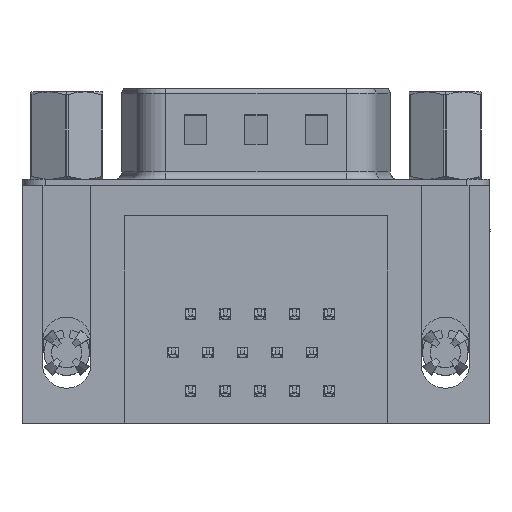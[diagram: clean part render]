
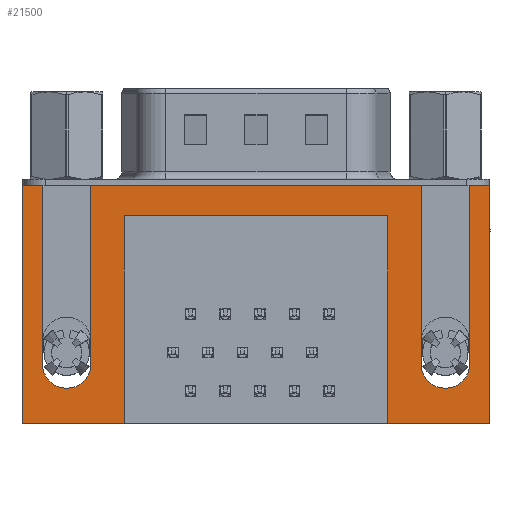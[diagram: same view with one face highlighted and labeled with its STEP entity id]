
A CAD part, front view. The second image highlights one B-rep face of the part: STEP entity #21500.
In plain terms, the highlighted planar face has unit normal (0, -1, 0).
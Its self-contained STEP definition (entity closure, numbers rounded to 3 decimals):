
#656 = VERTEX_POINT ( 'NONE', #20505 ) ;
#728 = DIRECTION ( 'NONE',  ( -1., 0., 0. ) ) ;
#1088 = CARTESIAN_POINT ( 'NONE',  ( 21.2, -6.275, -2. ) ) ;
#1316 = CARTESIAN_POINT ( 'NONE',  ( 1.6, -6.275, 0. ) ) ;
#1557 = CIRCLE ( 'NONE', #24731, 1.6 ) ;
#1625 = VECTOR ( 'NONE', #21514, 1000. ) ;
#2004 = ORIENTED_EDGE ( 'NONE', *, *, #16728, .F. ) ;
#2066 = CARTESIAN_POINT ( 'NONE',  ( 26.59, -6.275, 0. ) ) ;
#2126 = DIRECTION ( 'NONE',  ( -1., 0., 0. ) ) ;
#2206 = VECTOR ( 'NONE', #23313, 1000. ) ;
#2379 = CARTESIAN_POINT ( 'NONE',  ( -1.6, -6.275, 0. ) ) ;
#2416 = EDGE_LOOP ( 'NONE', ( #2004, #19551, #25085, #21760, #24719, #20206, #11141, #9636, #14298, #4617, #4091, #9295, #8148, #14335, #3086, #7639, #3063, #19686 ) ) ;
#2543 = VECTOR ( 'NONE', #16471, 1000. ) ;
#2597 = VECTOR ( 'NONE', #16849, 1000. ) ;
#2659 = EDGE_CURVE ( 'NONE', #2759, #8561, #19945, .T. ) ;
#2759 = VERTEX_POINT ( 'NONE', #7293 ) ;
#2789 = VERTEX_POINT ( 'NONE', #9425 ) ;
#2927 = CARTESIAN_POINT ( 'NONE',  ( -2.91, -6.275, -15.7 ) ) ;
#3063 = ORIENTED_EDGE ( 'NONE', *, *, #6914, .T. ) ;
#3086 = ORIENTED_EDGE ( 'NONE', *, *, #25927, .F. ) ;
#3169 = LINE ( 'NONE', #24537, #2543 ) ;
#3223 = LINE ( 'NONE', #14817, #2597 ) ;
#3447 = CARTESIAN_POINT ( 'NONE',  ( 0., -6.275, -11.78 ) ) ;
#4049 = VECTOR ( 'NONE', #6925, 1000. ) ;
#4091 = ORIENTED_EDGE ( 'NONE', *, *, #25167, .F. ) ;
#4349 = LINE ( 'NONE', #7821, #19229 ) ;
#4459 = CARTESIAN_POINT ( 'NONE',  ( 27.9, -6.275, 0. ) ) ;
#4617 = ORIENTED_EDGE ( 'NONE', *, *, #25932, .F. ) ;
#4628 = VERTEX_POINT ( 'NONE', #24943 ) ;
#5079 = CARTESIAN_POINT ( 'NONE',  ( 27.9, -6.275, -15.7 ) ) ;
#5158 = VERTEX_POINT ( 'NONE', #2379 ) ;
#5283 = CARTESIAN_POINT ( 'NONE',  ( 0., -6.275, -11.78 ) ) ;
#5463 = DIRECTION ( 'NONE',  ( 0., 0., -1. ) ) ;
#6604 = DIRECTION ( 'NONE',  ( 0., -1., 0. ) ) ;
#6743 = LINE ( 'NONE', #22051, #16279 ) ;
#6861 = AXIS2_PLACEMENT_3D ( 'NONE', #3447, #17579, #5463 ) ;
#6914 = EDGE_CURVE ( 'NONE', #22650, #8561, #6743, .T. ) ;
#6925 = DIRECTION ( 'NONE',  ( 1., 0., 0. ) ) ;
#7033 = EDGE_CURVE ( 'NONE', #25793, #2789, #25146, .T. ) ;
#7163 = CARTESIAN_POINT ( 'NONE',  ( 3.79, -6.275, -15.7 ) ) ;
#7293 = CARTESIAN_POINT ( 'NONE',  ( 26.59, -6.275, 0. ) ) ;
#7304 = AXIS2_PLACEMENT_3D ( 'NONE', #5283, #19476, #7316 ) ;
#7316 = DIRECTION ( 'NONE',  ( 0., 0., -1. ) ) ;
#7588 = VECTOR ( 'NONE', #728, 1000. ) ;
#7639 = ORIENTED_EDGE ( 'NONE', *, *, #11427, .F. ) ;
#7666 = CIRCLE ( 'NONE', #6861, 1.6 ) ;
#7821 = CARTESIAN_POINT ( 'NONE',  ( 23.39, -6.275, 0. ) ) ;
#7860 = DIRECTION ( 'NONE',  ( 0., 0., 1. ) ) ;
#8148 = ORIENTED_EDGE ( 'NONE', *, *, #10444, .F. ) ;
#8171 = CARTESIAN_POINT ( 'NONE',  ( 23.39, -6.275, 0. ) ) ;
#8238 = LINE ( 'NONE', #24995, #7588 ) ;
#8330 = DIRECTION ( 'NONE',  ( 0., 0., 1. ) ) ;
#8348 = CARTESIAN_POINT ( 'NONE',  ( 1.6, -6.275, -11.78 ) ) ;
#8532 = VERTEX_POINT ( 'NONE', #8348 ) ;
#8561 = VERTEX_POINT ( 'NONE', #4459 ) ;
#8708 = AXIS2_PLACEMENT_3D ( 'NONE', #18756, #6604, #20827 ) ;
#9102 = VERTEX_POINT ( 'NONE', #7163 ) ;
#9152 = VERTEX_POINT ( 'NONE', #19505 ) ;
#9266 = DIRECTION ( 'NONE',  ( 1., 0., 0. ) ) ;
#9295 = ORIENTED_EDGE ( 'NONE', *, *, #25617, .F. ) ;
#9414 = LINE ( 'NONE', #5079, #20215 ) ;
#9425 = CARTESIAN_POINT ( 'NONE',  ( 3.79, -6.275, -2. ) ) ;
#9621 = VECTOR ( 'NONE', #2126, 1000. ) ;
#9636 = ORIENTED_EDGE ( 'NONE', *, *, #24023, .F. ) ;
#9758 = VERTEX_POINT ( 'NONE', #2927 ) ;
#9981 = CARTESIAN_POINT ( 'NONE',  ( 24.99, -6.275, -11.78 ) ) ;
#9989 = EDGE_CURVE ( 'NONE', #24054, #9152, #24067, .T. ) ;
#10444 = EDGE_CURVE ( 'NONE', #2789, #9102, #17677, .T. ) ;
#11141 = ORIENTED_EDGE ( 'NONE', *, *, #19254, .F. ) ;
#11396 = EDGE_CURVE ( 'NONE', #20000, #22580, #24934, .T. ) ;
#11427 = EDGE_CURVE ( 'NONE', #22650, #22613, #9414, .T. ) ;
#11684 = EDGE_CURVE ( 'NONE', #22580, #24571, #4349, .T. ) ;
#11901 = CARTESIAN_POINT ( 'NONE',  ( 24.99, -6.275, -11.78 ) ) ;
#12010 = DIRECTION ( 'NONE',  ( 0., 0., 1. ) ) ;
#12181 = CARTESIAN_POINT ( 'NONE',  ( 3.79, -6.275, -2. ) ) ;
#12362 = LINE ( 'NONE', #1316, #22532 ) ;
#13263 = VECTOR ( 'NONE', #8330, 1000. ) ;
#13331 = CARTESIAN_POINT ( 'NONE',  ( -2.91, -6.275, -2.5 ) ) ;
#13399 = CARTESIAN_POINT ( 'NONE',  ( 0., -6.275, -13.38 ) ) ;
#13424 = DIRECTION ( 'NONE',  ( 0., 0., 1. ) ) ;
#13827 = DIRECTION ( 'NONE',  ( 0., 0., -1. ) ) ;
#13933 = DIRECTION ( 'NONE',  ( 0., 0., 1. ) ) ;
#13934 = CARTESIAN_POINT ( 'NONE',  ( 23.39, -6.275, -11.78 ) ) ;
#14160 = VECTOR ( 'NONE', #26235, 1000. ) ;
#14298 = ORIENTED_EDGE ( 'NONE', *, *, #24857, .F. ) ;
#14335 = ORIENTED_EDGE ( 'NONE', *, *, #7033, .F. ) ;
#14538 = VECTOR ( 'NONE', #9266, 1000. ) ;
#14606 = PLANE ( 'NONE',  #8708 ) ;
#14817 = CARTESIAN_POINT ( 'NONE',  ( -1.6, -6.275, 0. ) ) ;
#15176 = CARTESIAN_POINT ( 'NONE',  ( 3.79, -6.275, -2. ) ) ;
#15572 = EDGE_CURVE ( 'NONE', #24571, #24054, #1557, .T. ) ;
#16279 = VECTOR ( 'NONE', #7860, 1000. ) ;
#16471 = DIRECTION ( 'NONE',  ( 1., 0., 0. ) ) ;
#16728 = EDGE_CURVE ( 'NONE', #9152, #2759, #18912, .T. ) ;
#16849 = DIRECTION ( 'NONE',  ( 0., 0., -1. ) ) ;
#17201 = DIRECTION ( 'NONE',  ( -1., 0., 0. ) ) ;
#17579 = DIRECTION ( 'NONE',  ( 0., -1., 0. ) ) ;
#17677 = LINE ( 'NONE', #15176, #2206 ) ;
#18354 = CARTESIAN_POINT ( 'NONE',  ( 21.2, -6.275, -15.7 ) ) ;
#18404 = LINE ( 'NONE', #13331, #1625 ) ;
#18442 = CARTESIAN_POINT ( 'NONE',  ( 27.9, -6.275, -15.7 ) ) ;
#18756 = CARTESIAN_POINT ( 'NONE',  ( -2.91, -6.275, -2.5 ) ) ;
#18912 = LINE ( 'NONE', #2066, #14160 ) ;
#19123 = CIRCLE ( 'NONE', #7304, 1.6 ) ;
#19229 = VECTOR ( 'NONE', #13827, 1000. ) ;
#19254 = EDGE_CURVE ( 'NONE', #24381, #8532, #19123, .T. ) ;
#19323 = LINE ( 'NONE', #22513, #13263 ) ;
#19476 = DIRECTION ( 'NONE',  ( 0., -1., 0. ) ) ;
#19505 = CARTESIAN_POINT ( 'NONE',  ( 26.59, -6.275, -11.78 ) ) ;
#19551 = ORIENTED_EDGE ( 'NONE', *, *, #9989, .F. ) ;
#19686 = ORIENTED_EDGE ( 'NONE', *, *, #2659, .F. ) ;
#19945 = LINE ( 'NONE', #20266, #14538 ) ;
#20000 = VERTEX_POINT ( 'NONE', #25551 ) ;
#20206 = ORIENTED_EDGE ( 'NONE', *, *, #25188, .F. ) ;
#20215 = VECTOR ( 'NONE', #17201, 1000. ) ;
#20266 = CARTESIAN_POINT ( 'NONE',  ( -2.91, -6.275, 0. ) ) ;
#20505 = CARTESIAN_POINT ( 'NONE',  ( -1.6, -6.275, -11.78 ) ) ;
#20632 = FACE_OUTER_BOUND ( 'NONE', #2416, .T. ) ;
#20827 = DIRECTION ( 'NONE',  ( 0., 0., -1. ) ) ;
#21132 = CARTESIAN_POINT ( 'NONE',  ( -2.91, -6.275, 0. ) ) ;
#21500 = ADVANCED_FACE ( 'NONE', ( #20632 ), #14606, .T. ) ;
#21514 = DIRECTION ( 'NONE',  ( 0., 0., 1. ) ) ;
#21688 = CARTESIAN_POINT ( 'NONE',  ( 24.99, -6.275, -13.38 ) ) ;
#21760 = ORIENTED_EDGE ( 'NONE', *, *, #11684, .F. ) ;
#22051 = CARTESIAN_POINT ( 'NONE',  ( 27.9, -6.275, -2.5 ) ) ;
#22513 = CARTESIAN_POINT ( 'NONE',  ( 21.2, -6.275, -2. ) ) ;
#22532 = VECTOR ( 'NONE', #13424, 1000. ) ;
#22580 = VERTEX_POINT ( 'NONE', #8171 ) ;
#22613 = VERTEX_POINT ( 'NONE', #18354 ) ;
#22650 = VERTEX_POINT ( 'NONE', #18442 ) ;
#23313 = DIRECTION ( 'NONE',  ( 0., 0., -1. ) ) ;
#24023 = EDGE_CURVE ( 'NONE', #656, #24381, #7666, .T. ) ;
#24054 = VERTEX_POINT ( 'NONE', #21688 ) ;
#24067 = CIRCLE ( 'NONE', #25257, 1.6 ) ;
#24160 = DIRECTION ( 'NONE',  ( 0., -1., 0. ) ) ;
#24381 = VERTEX_POINT ( 'NONE', #13399 ) ;
#24537 = CARTESIAN_POINT ( 'NONE',  ( -2.91, -6.275, 0. ) ) ;
#24571 = VERTEX_POINT ( 'NONE', #13934 ) ;
#24719 = ORIENTED_EDGE ( 'NONE', *, *, #11396, .F. ) ;
#24731 = AXIS2_PLACEMENT_3D ( 'NONE', #11901, #26094, #13933 ) ;
#24857 = EDGE_CURVE ( 'NONE', #5158, #656, #3223, .T. ) ;
#24934 = LINE ( 'NONE', #21132, #4049 ) ;
#24943 = CARTESIAN_POINT ( 'NONE',  ( -2.91, -6.275, 0. ) ) ;
#24995 = CARTESIAN_POINT ( 'NONE',  ( 27.9, -6.275, -15.7 ) ) ;
#25085 = ORIENTED_EDGE ( 'NONE', *, *, #15572, .F. ) ;
#25146 = LINE ( 'NONE', #12181, #9621 ) ;
#25167 = EDGE_CURVE ( 'NONE', #9758, #4628, #18404, .T. ) ;
#25188 = EDGE_CURVE ( 'NONE', #8532, #20000, #12362, .T. ) ;
#25257 = AXIS2_PLACEMENT_3D ( 'NONE', #9981, #24160, #12010 ) ;
#25551 = CARTESIAN_POINT ( 'NONE',  ( 1.6, -6.275, 0. ) ) ;
#25617 = EDGE_CURVE ( 'NONE', #9102, #9758, #8238, .T. ) ;
#25793 = VERTEX_POINT ( 'NONE', #1088 ) ;
#25927 = EDGE_CURVE ( 'NONE', #22613, #25793, #19323, .T. ) ;
#25932 = EDGE_CURVE ( 'NONE', #4628, #5158, #3169, .T. ) ;
#26094 = DIRECTION ( 'NONE',  ( 0., -1., 0. ) ) ;
#26235 = DIRECTION ( 'NONE',  ( 0., 0., 1. ) ) ;
